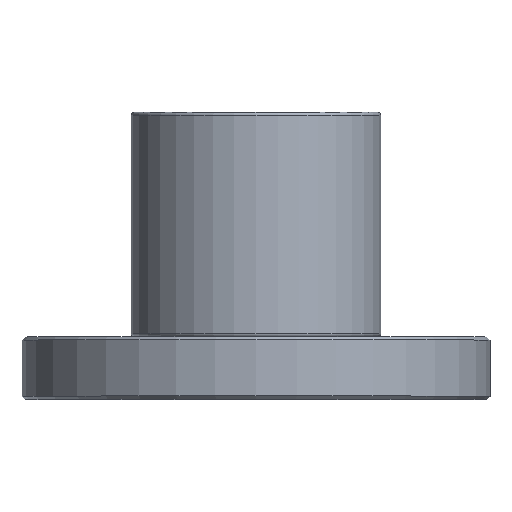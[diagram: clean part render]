
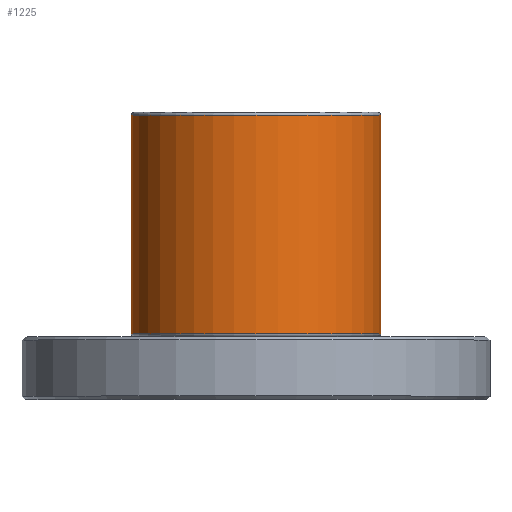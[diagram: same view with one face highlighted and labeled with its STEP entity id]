
A CAD part, top view. The second image highlights one B-rep face of the part: STEP entity #1225.
In plain terms, the highlighted cylindrical face has radius 10 mm (diameter 20 mm), a full revolution.
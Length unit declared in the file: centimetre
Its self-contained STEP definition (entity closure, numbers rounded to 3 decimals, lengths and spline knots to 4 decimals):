
#108=FACE_OUTER_BOUND('',#188,.T.);
#188=EDGE_LOOP('',(#977,#978,#979,#980,#981,#982));
#257=CIRCLE('',#1337,1.);
#260=CIRCLE('',#1340,1.);
#261=CIRCLE('',#1342,1.);
#262=CIRCLE('',#1343,1.);
#400=LINE('',#2620,#439);
#439=VECTOR('',#1559,1.);
#522=VERTEX_POINT('',#2609);
#523=VERTEX_POINT('',#2610);
#525=VERTEX_POINT('',#2617);
#526=VERTEX_POINT('',#2618);
#682=EDGE_CURVE('',#522,#523,#257,.T.);
#685=EDGE_CURVE('',#523,#522,#260,.T.);
#686=EDGE_CURVE('',#525,#526,#261,.T.);
#687=EDGE_CURVE('',#525,#522,#400,.T.);
#688=EDGE_CURVE('',#526,#525,#262,.T.);
#977=ORIENTED_EDGE('',*,*,#686,.F.);
#978=ORIENTED_EDGE('',*,*,#687,.T.);
#979=ORIENTED_EDGE('',*,*,#685,.F.);
#980=ORIENTED_EDGE('',*,*,#682,.F.);
#981=ORIENTED_EDGE('',*,*,#687,.F.);
#982=ORIENTED_EDGE('',*,*,#688,.F.);
#1174=CYLINDRICAL_SURFACE('',#1341,1.);
#1225=ADVANCED_FACE('',(#108),#1174,.T.);
#1337=AXIS2_PLACEMENT_3D('',#2611,#1547,#1548);
#1340=AXIS2_PLACEMENT_3D('',#2615,#1553,#1554);
#1341=AXIS2_PLACEMENT_3D('',#2616,#1555,#1556);
#1342=AXIS2_PLACEMENT_3D('',#2619,#1557,#1558);
#1343=AXIS2_PLACEMENT_3D('',#2621,#1560,#1561);
#1547=DIRECTION('center_axis',(0.,-1.,0.));
#1548=DIRECTION('ref_axis',(1.,0.,0.));
#1553=DIRECTION('center_axis',(0.,-1.,0.));
#1554=DIRECTION('ref_axis',(1.,0.,0.));
#1555=DIRECTION('center_axis',(0.,1.,0.));
#1556=DIRECTION('ref_axis',(1.,0.,0.));
#1557=DIRECTION('center_axis',(0.,1.,0.));
#1558=DIRECTION('ref_axis',(1.,0.,0.));
#1559=DIRECTION('',(0.,-1.,0.));
#1560=DIRECTION('center_axis',(0.,1.,0.));
#1561=DIRECTION('ref_axis',(1.,0.,0.));
#2609=CARTESIAN_POINT('',(-1.,0.525,0.));
#2610=CARTESIAN_POINT('',(0.,0.525,-1.));
#2611=CARTESIAN_POINT('Origin',(0.,0.525,0.));
#2615=CARTESIAN_POINT('Origin',(0.,0.525,0.));
#2616=CARTESIAN_POINT('Origin',(0.,0.5,0.));
#2617=CARTESIAN_POINT('',(-1.,2.275,0.));
#2618=CARTESIAN_POINT('',(0.,2.275,-1.));
#2619=CARTESIAN_POINT('Origin',(0.,2.275,0.));
#2620=CARTESIAN_POINT('',(-1.,0.5,0.));
#2621=CARTESIAN_POINT('Origin',(0.,2.275,0.));
